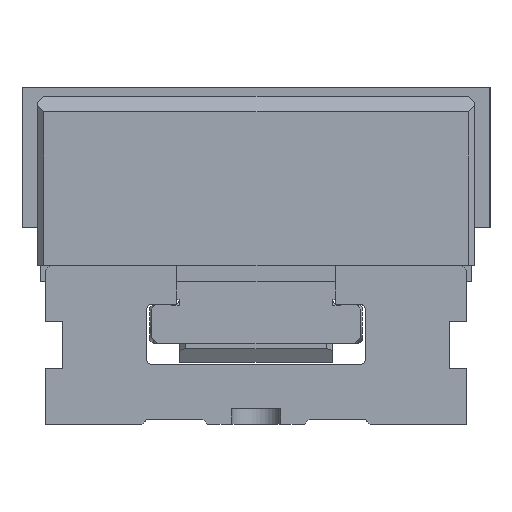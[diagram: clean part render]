
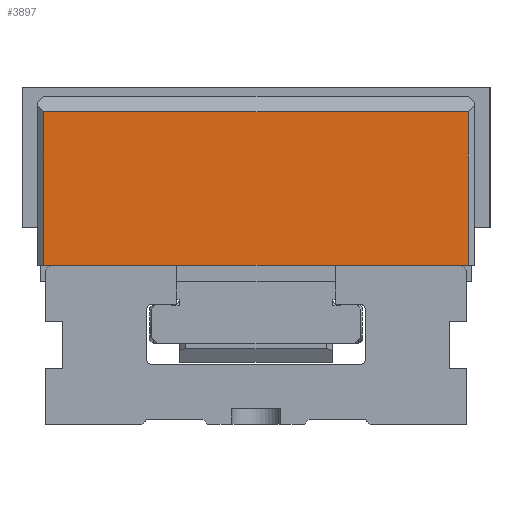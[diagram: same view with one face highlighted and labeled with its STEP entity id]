
A CAD part, left-side view. The second image highlights one B-rep face of the part: STEP entity #3897.
In plain terms, the highlighted planar face has unit normal (-1, 0, 0).
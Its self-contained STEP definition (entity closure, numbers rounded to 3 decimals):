
#3514=FACE_OUTER_BOUND('',#6405,.T.);
#3897=ADVANCED_FACE('',(#3514),#4217,.T.);
#4217=PLANE('',#10943);
#4688=LINE('',#14819,#5374);
#4699=LINE('',#14850,#5385);
#4700=LINE('',#14853,#5386);
#4701=LINE('',#14854,#5387);
#5374=VECTOR('',#12336,1.);
#5385=VECTOR('',#12359,1.);
#5386=VECTOR('',#12360,1.);
#5387=VECTOR('',#12361,1.);
#6405=EDGE_LOOP('',(#7657,#7658,#7659,#7660));
#7657=ORIENTED_EDGE('',*,*,#9859,.T.);
#7658=ORIENTED_EDGE('',*,*,#9860,.T.);
#7659=ORIENTED_EDGE('',*,*,#9844,.T.);
#7660=ORIENTED_EDGE('',*,*,#9861,.T.);
#8996=VERTEX_POINT('',#14820);
#8997=VERTEX_POINT('',#14821);
#9010=VERTEX_POINT('',#14851);
#9011=VERTEX_POINT('',#14852);
#9844=EDGE_CURVE('',#8996,#8997,#4688,.T.);
#9859=EDGE_CURVE('',#9010,#9011,#4699,.T.);
#9860=EDGE_CURVE('',#9011,#8996,#4700,.T.);
#9861=EDGE_CURVE('',#8997,#9010,#4701,.T.);
#10943=AXIS2_PLACEMENT_3D('',#14855,#12362,#12363);
#12336=DIRECTION('',(0.,-1.,0.));
#12359=DIRECTION('',(0.,1.,0.));
#12360=DIRECTION('',(0.,0.,-1.));
#12361=DIRECTION('',(0.,0.,1.));
#12362=DIRECTION('',(-1.,0.,0.));
#12363=DIRECTION('',(0.,0.,-1.));
#14819=CARTESIAN_POINT('',(-506.985,67.5,51.2));
#14820=CARTESIAN_POINT('',(-506.985,135.5,51.2));
#14821=CARTESIAN_POINT('',(-506.985,-0.5,51.2));
#14850=CARTESIAN_POINT('',(-506.985,67.5,100.4));
#14851=CARTESIAN_POINT('',(-506.985,-0.5,100.4));
#14852=CARTESIAN_POINT('',(-506.985,135.5,100.4));
#14853=CARTESIAN_POINT('',(-506.985,135.5,51.1));
#14854=CARTESIAN_POINT('',(-506.985,-0.5,51.1));
#14855=CARTESIAN_POINT('',(-506.985,67.5,51.1));
